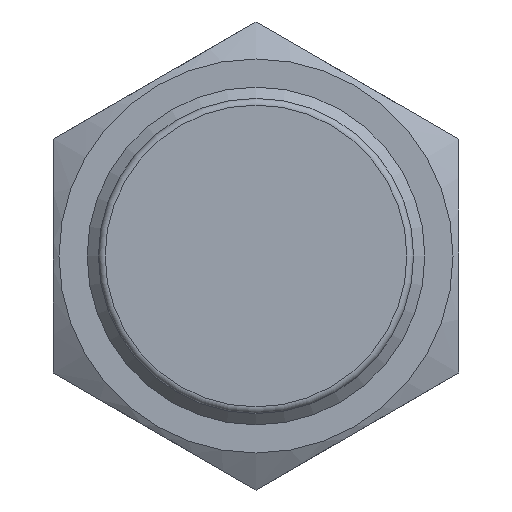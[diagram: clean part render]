
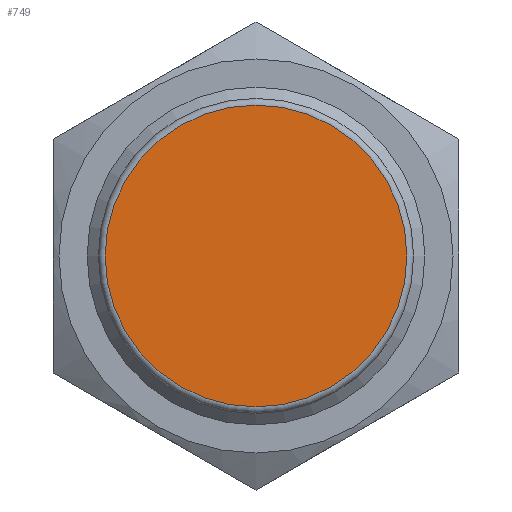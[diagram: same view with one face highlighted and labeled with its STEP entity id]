
A CAD part, left-side view. The second image highlights one B-rep face of the part: STEP entity #749.
In plain terms, the highlighted planar face has unit normal (-1, 0, 0).
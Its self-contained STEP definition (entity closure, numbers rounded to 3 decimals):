
#649 = TOROIDAL_SURFACE('',#650,13.4,0.6);
#650 = AXIS2_PLACEMENT_3D('',#651,#652,#653);
#651 = CARTESIAN_POINT('',(-48.9,0.,0.
    ));
#652 = DIRECTION('',(1.,0.,0.));
#653 = DIRECTION('',(0.,0.,1.));
#667 = VERTEX_POINT('',#668);
#668 = CARTESIAN_POINT('',(-49.5,-13.4,0.));
#693 = EDGE_CURVE('',#667,#667,#694,.T.);
#694 = SURFACE_CURVE('',#695,(#700,#706),.PCURVE_S1.);
#695 = CIRCLE('',#696,13.4);
#696 = AXIS2_PLACEMENT_3D('',#697,#698,#699);
#697 = CARTESIAN_POINT('',(-49.5,0.,0.
    ));
#698 = DIRECTION('',(1.,0.,0.));
#699 = DIRECTION('',(0.,-1.,0.));
#700 = PCURVE('',#649,#701);
#701 = DEFINITIONAL_REPRESENTATION('',(#702),#705);
#702 = B_SPLINE_CURVE_WITH_KNOTS('',1,(#703,#704),.UNSPECIFIED.,.F.,.F.,
  (2,2),(0.,6.283),.PIECEWISE_BEZIER_KNOTS.);
#703 = CARTESIAN_POINT('',(1.571,4.712));
#704 = CARTESIAN_POINT('',(7.854,4.712));
#705 = ( GEOMETRIC_REPRESENTATION_CONTEXT(2) 
PARAMETRIC_REPRESENTATION_CONTEXT() REPRESENTATION_CONTEXT('2D SPACE',''
  ) );
#706 = PCURVE('',#707,#712);
#707 = PLANE('',#708);
#708 = AXIS2_PLACEMENT_3D('',#709,#710,#711);
#709 = CARTESIAN_POINT('',(-49.5,-6.7,0.));
#710 = DIRECTION('',(-1.,0.,0.));
#711 = DIRECTION('',(0.,0.,-1.));
#712 = DEFINITIONAL_REPRESENTATION('',(#713),#721);
#713 = ( BOUNDED_CURVE() B_SPLINE_CURVE(2,(#714,#715,#716,#717,#718,#719
,#720),.UNSPECIFIED.,.F.,.F.) B_SPLINE_CURVE_WITH_KNOTS((1,2,2,2,2,1),(
    -2.094,0.,2.094,4.189,6.283,
8.378),.UNSPECIFIED.) CURVE() GEOMETRIC_REPRESENTATION_ITEM() 
RATIONAL_B_SPLINE_CURVE((1.,0.5,1.,0.5,1.,0.5,1.)) REPRESENTATION_ITEM(
  '') );
#714 = CARTESIAN_POINT('',(0.,6.7));
#715 = CARTESIAN_POINT('',(23.209,6.7));
#716 = CARTESIAN_POINT('',(11.605,-13.4));
#717 = CARTESIAN_POINT('',(0.,-33.5));
#718 = CARTESIAN_POINT('',(-11.605,-13.4));
#719 = CARTESIAN_POINT('',(-23.209,6.7));
#720 = CARTESIAN_POINT('',(0.,6.7));
#721 = ( GEOMETRIC_REPRESENTATION_CONTEXT(2) 
PARAMETRIC_REPRESENTATION_CONTEXT() REPRESENTATION_CONTEXT('2D SPACE',''
  ) );
#749 = ADVANCED_FACE('',(#750),#707,.T.);
#750 = FACE_BOUND('',#751,.T.);
#751 = EDGE_LOOP('',(#752));
#752 = ORIENTED_EDGE('',*,*,#693,.F.);
